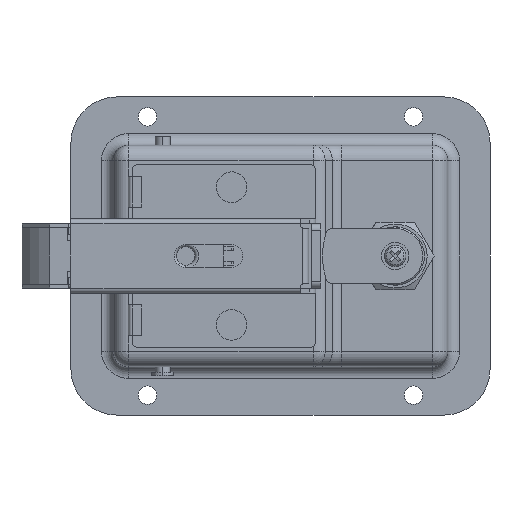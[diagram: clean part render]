
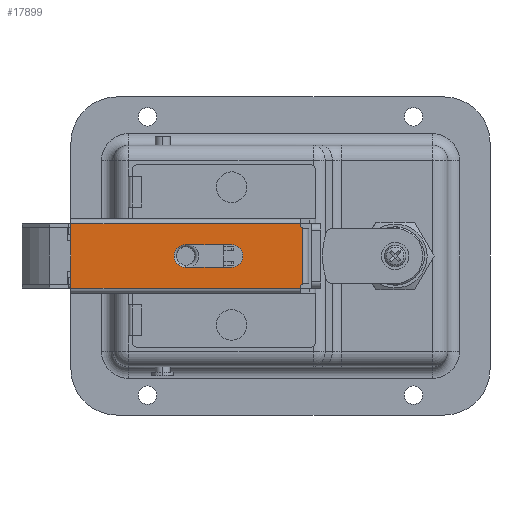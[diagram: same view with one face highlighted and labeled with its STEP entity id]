
A CAD part, front view. The second image highlights one B-rep face of the part: STEP entity #17899.
In plain terms, the highlighted face is planar.
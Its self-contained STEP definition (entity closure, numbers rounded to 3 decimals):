
#309 = CARTESIAN_POINT ( 'NONE',  ( 0., 0., 0. ) ) ;
#604 = CIRCLE ( 'NONE', #2343, 1.2 ) ;
#701 = EDGE_CURVE ( 'NONE', #16581, #5370, #2254, .T. ) ;
#801 = CARTESIAN_POINT ( 'NONE',  ( 10.6, 0., -22.5 ) ) ;
#1421 = ORIENTED_EDGE ( 'NONE', *, *, #6246, .T. ) ;
#1781 = CARTESIAN_POINT ( 'NONE',  ( -3.75, 0., 0. ) ) ;
#1931 = DIRECTION ( 'NONE',  ( 1., 0., 0. ) ) ;
#1974 = VERTEX_POINT ( 'NONE', #8433 ) ;
#2023 = ORIENTED_EDGE ( 'NONE', *, *, #2784, .F. ) ;
#2180 = CARTESIAN_POINT ( 'NONE',  ( 3.75, 0., 0. ) ) ;
#2254 = LINE ( 'NONE', #11857, #18835 ) ;
#2307 = DIRECTION ( 'NONE',  ( 0., 0., 1. ) ) ;
#2343 = AXIS2_PLACEMENT_3D ( 'NONE', #7607, #3927, #6000 ) ;
#2784 = EDGE_CURVE ( 'NONE', #1974, #11487, #23601, .T. ) ;
#2795 = ORIENTED_EDGE ( 'NONE', *, *, #19095, .F. ) ;
#2927 = CARTESIAN_POINT ( 'NONE',  ( -10.6, 0., -27.5 ) ) ;
#3151 = AXIS2_PLACEMENT_3D ( 'NONE', #309, #20514, #2307 ) ;
#3927 = DIRECTION ( 'NONE',  ( 0., 1., 0. ) ) ;
#4220 = DIRECTION ( 'NONE',  ( 0., 1., 0. ) ) ;
#4275 = ORIENTED_EDGE ( 'NONE', *, *, #10209, .F. ) ;
#4475 = ORIENTED_EDGE ( 'NONE', *, *, #13759, .F. ) ;
#4560 = CARTESIAN_POINT ( 'NONE',  ( -10.6, 0., -22.5 ) ) ;
#4692 = VECTOR ( 'NONE', #17034, 1000. ) ;
#4824 = DIRECTION ( 'NONE',  ( 0., 0., 1. ) ) ;
#4968 = CARTESIAN_POINT ( 'NONE',  ( -10.6, 0., 52.5 ) ) ;
#4995 = AXIS2_PLACEMENT_3D ( 'NONE', #15336, #4220, #18939 ) ;
#5370 = VERTEX_POINT ( 'NONE', #9113 ) ;
#6000 = DIRECTION ( 'NONE',  ( 0., 0., 1. ) ) ;
#6246 = EDGE_CURVE ( 'NONE', #18897, #15603, #19766, .T. ) ;
#6442 = CARTESIAN_POINT ( 'NONE',  ( -10.2, 0., -23.7 ) ) ;
#6541 = CARTESIAN_POINT ( 'NONE',  ( 10.6, 0., 52.5 ) ) ;
#6762 = DIRECTION ( 'NONE',  ( 0., 0., -1. ) ) ;
#7104 = CARTESIAN_POINT ( 'NONE',  ( 3.75, 0., 15. ) ) ;
#7124 = CARTESIAN_POINT ( 'NONE',  ( -12.1, 0., 52.5 ) ) ;
#7326 = VECTOR ( 'NONE', #19053, 1000. ) ;
#7589 = CARTESIAN_POINT ( 'NONE',  ( 9.109, 0., -23.2 ) ) ;
#7607 = CARTESIAN_POINT ( 'NONE',  ( 10.2, 0., -23.7 ) ) ;
#7923 = ORIENTED_EDGE ( 'NONE', *, *, #701, .T. ) ;
#7974 = FACE_BOUND ( 'NONE', #20951, .T. ) ;
#8157 = DIRECTION ( 'NONE',  ( -1., 0., 0. ) ) ;
#8240 = ORIENTED_EDGE ( 'NONE', *, *, #19756, .F. ) ;
#8433 = CARTESIAN_POINT ( 'NONE',  ( -3.75, 0., 0. ) ) ;
#8510 = VERTEX_POINT ( 'NONE', #7104 ) ;
#8772 = AXIS2_PLACEMENT_3D ( 'NONE', #21788, #23296, #14170 ) ;
#8927 = CARTESIAN_POINT ( 'NONE',  ( 0., 0., 18.75 ) ) ;
#9113 = CARTESIAN_POINT ( 'NONE',  ( -9.109, 0., -23.2 ) ) ;
#9123 = AXIS2_PLACEMENT_3D ( 'NONE', #6442, #19372, #15623 ) ;
#9709 = DIRECTION ( 'NONE',  ( 0., -1., 0. ) ) ;
#10126 = VERTEX_POINT ( 'NONE', #10396 ) ;
#10209 = EDGE_CURVE ( 'NONE', #23595, #8510, #13329, .T. ) ;
#10396 = CARTESIAN_POINT ( 'NONE',  ( 10.2, 0., -22.5 ) ) ;
#11295 = EDGE_CURVE ( 'NONE', #15805, #12439, #23242, .T. ) ;
#11487 = VERTEX_POINT ( 'NONE', #20569 ) ;
#11857 = CARTESIAN_POINT ( 'NONE',  ( -12.1, 0., -23.2 ) ) ;
#12109 = ORIENTED_EDGE ( 'NONE', *, *, #21336, .T. ) ;
#12205 = VECTOR ( 'NONE', #23320, 1000. ) ;
#12236 = EDGE_CURVE ( 'NONE', #8510, #19355, #21241, .T. ) ;
#12439 = VERTEX_POINT ( 'NONE', #13764 ) ;
#13329 = CIRCLE ( 'NONE', #8772, 3.75 ) ;
#13677 = DIRECTION ( 'NONE',  ( 1., 0., 0. ) ) ;
#13759 = EDGE_CURVE ( 'NONE', #16995, #5370, #19478, .T. ) ;
#13764 = CARTESIAN_POINT ( 'NONE',  ( 10.6, 0., -22.5 ) ) ;
#14105 = ORIENTED_EDGE ( 'NONE', *, *, #12236, .F. ) ;
#14150 = EDGE_CURVE ( 'NONE', #11487, #23595, #18620, .T. ) ;
#14170 = DIRECTION ( 'NONE',  ( 0., 0., 1. ) ) ;
#14310 = EDGE_LOOP ( 'NONE', ( #12109, #17208, #18696, #14600, #7923, #4475, #8240, #1421 ) ) ;
#14600 = ORIENTED_EDGE ( 'NONE', *, *, #16610, .F. ) ;
#14764 = LINE ( 'NONE', #4560, #7326 ) ;
#15336 = CARTESIAN_POINT ( 'NONE',  ( 0., 0., 15. ) ) ;
#15421 = FACE_OUTER_BOUND ( 'NONE', #14310, .T. ) ;
#15603 = VERTEX_POINT ( 'NONE', #4968 ) ;
#15623 = DIRECTION ( 'NONE',  ( 0., 0., 1. ) ) ;
#15805 = VERTEX_POINT ( 'NONE', #6541 ) ;
#16581 = VERTEX_POINT ( 'NONE', #7589 ) ;
#16610 = EDGE_CURVE ( 'NONE', #16581, #10126, #604, .T. ) ;
#16995 = VERTEX_POINT ( 'NONE', #21378 ) ;
#17034 = DIRECTION ( 'NONE',  ( 0., 0., -1. ) ) ;
#17208 = ORIENTED_EDGE ( 'NONE', *, *, #11295, .T. ) ;
#17899 = ADVANCED_FACE ( 'NONE', ( #7974, #15421 ), #18336, .F. ) ;
#18046 = VECTOR ( 'NONE', #4824, 1000. ) ;
#18101 = VECTOR ( 'NONE', #1931, 1000. ) ;
#18285 = CARTESIAN_POINT ( 'NONE',  ( -10.6, 0., -22.5 ) ) ;
#18336 = PLANE ( 'NONE',  #19235 ) ;
#18424 = VECTOR ( 'NONE', #6762, 1000. ) ;
#18620 = CIRCLE ( 'NONE', #4995, 3.75 ) ;
#18696 = ORIENTED_EDGE ( 'NONE', *, *, #23214, .F. ) ;
#18765 = LINE ( 'NONE', #801, #23000 ) ;
#18835 = VECTOR ( 'NONE', #8157, 1000. ) ;
#18897 = VERTEX_POINT ( 'NONE', #18285 ) ;
#18939 = DIRECTION ( 'NONE',  ( 0., 0., 1. ) ) ;
#19053 = DIRECTION ( 'NONE',  ( 1., 0., 0. ) ) ;
#19095 = EDGE_CURVE ( 'NONE', #19355, #1974, #22760, .T. ) ;
#19235 = AXIS2_PLACEMENT_3D ( 'NONE', #20175, #9709, #22468 ) ;
#19270 = ORIENTED_EDGE ( 'NONE', *, *, #14150, .F. ) ;
#19355 = VERTEX_POINT ( 'NONE', #19392 ) ;
#19372 = DIRECTION ( 'NONE',  ( 0., 1., 0. ) ) ;
#19392 = CARTESIAN_POINT ( 'NONE',  ( 3.75, 0., 0. ) ) ;
#19478 = CIRCLE ( 'NONE', #9123, 1.2 ) ;
#19756 = EDGE_CURVE ( 'NONE', #18897, #16995, #14764, .T. ) ;
#19766 = LINE ( 'NONE', #2927, #18046 ) ;
#20175 = CARTESIAN_POINT ( 'NONE',  ( -12.1, 0., -27.5 ) ) ;
#20514 = DIRECTION ( 'NONE',  ( 0., 1., 0. ) ) ;
#20569 = CARTESIAN_POINT ( 'NONE',  ( -3.75, 0., 15. ) ) ;
#20951 = EDGE_LOOP ( 'NONE', ( #2023, #2795, #14105, #4275, #19270 ) ) ;
#21241 = LINE ( 'NONE', #2180, #4692 ) ;
#21336 = EDGE_CURVE ( 'NONE', #15603, #15805, #23495, .T. ) ;
#21378 = CARTESIAN_POINT ( 'NONE',  ( -10.2, 0., -22.5 ) ) ;
#21788 = CARTESIAN_POINT ( 'NONE',  ( 0., 0., 15. ) ) ;
#22468 = DIRECTION ( 'NONE',  ( 0., 0., -1. ) ) ;
#22760 = CIRCLE ( 'NONE', #3151, 3.75 ) ;
#23000 = VECTOR ( 'NONE', #13677, 1000. ) ;
#23101 = CARTESIAN_POINT ( 'NONE',  ( 10.6, 0., -27.5 ) ) ;
#23214 = EDGE_CURVE ( 'NONE', #10126, #12439, #18765, .T. ) ;
#23242 = LINE ( 'NONE', #23101, #18424 ) ;
#23296 = DIRECTION ( 'NONE',  ( 0., 1., 0. ) ) ;
#23320 = DIRECTION ( 'NONE',  ( 0., 0., 1. ) ) ;
#23495 = LINE ( 'NONE', #7124, #18101 ) ;
#23595 = VERTEX_POINT ( 'NONE', #8927 ) ;
#23601 = LINE ( 'NONE', #1781, #12205 ) ;
